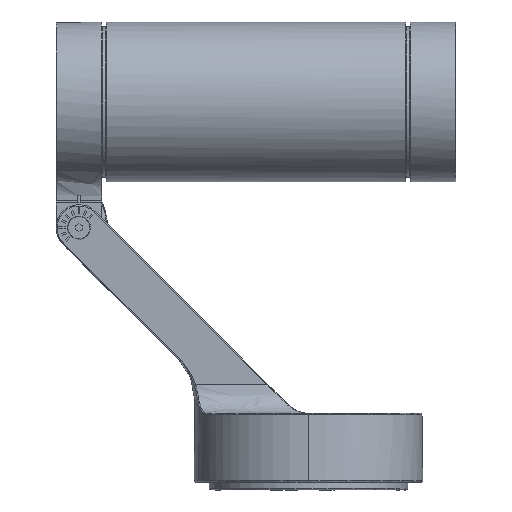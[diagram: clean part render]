
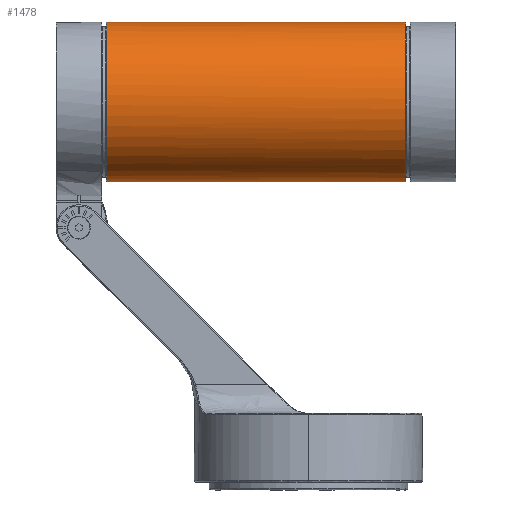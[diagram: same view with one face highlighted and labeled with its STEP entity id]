
A CAD part, left-side view. The second image highlights one B-rep face of the part: STEP entity #1478.
In plain terms, the highlighted free-form (B-spline) face has degree [2, 1] with [5, 2] control points.
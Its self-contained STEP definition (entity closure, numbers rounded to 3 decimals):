
#1478=ADVANCED_FACE('',(#2238),#14958,.T.);
#2238=FACE_OUTER_BOUND('',#3046,.T.);
#3046=EDGE_LOOP('',(#6612,#6613,#6614,#6615));
#6612=ORIENTED_EDGE('',*,*,#9304,.T.);
#6613=ORIENTED_EDGE('',*,*,#9307,.T.);
#6614=ORIENTED_EDGE('',*,*,#9306,.T.);
#6615=ORIENTED_EDGE('',*,*,#9308,.F.);
#9304=EDGE_CURVE('',#14168,#14167,#10792,.T.);
#9306=EDGE_CURVE('',#14170,#14169,#10794,.T.);
#9307=EDGE_CURVE('',#14167,#14170,#11986,.T.);
#9308=EDGE_CURVE('',#14168,#14169,#11987,.T.);
#10792=(
BOUNDED_CURVE()
B_SPLINE_CURVE(2,(#46356,#46357,#46358,#46359,#46360),.UNSPECIFIED.,.F.,
 .F.)
B_SPLINE_CURVE_WITH_KNOTS((3,2,3),(109.956,164.934,219.911),
 .UNSPECIFIED.)
CURVE()
GEOMETRIC_REPRESENTATION_ITEM()
RATIONAL_B_SPLINE_CURVE((1.,0.707,1.,0.707,1.))
REPRESENTATION_ITEM('')
);
#10794=(
BOUNDED_CURVE()
B_SPLINE_CURVE(2,(#46366,#46367,#46368,#46369,#46370),.UNSPECIFIED.,.F.,
 .F.)
B_SPLINE_CURVE_WITH_KNOTS((3,2,3),(109.956,164.934,219.911),
 .UNSPECIFIED.)
CURVE()
GEOMETRIC_REPRESENTATION_ITEM()
RATIONAL_B_SPLINE_CURVE((1.,0.707,1.,0.707,1.))
REPRESENTATION_ITEM('')
);
#11986=B_SPLINE_CURVE_WITH_KNOTS('',1,(#46371,#46372),.UNSPECIFIED.,.F.,
 .F.,(2,2),(13.67,144.27),.UNSPECIFIED.);
#11987=B_SPLINE_CURVE_WITH_KNOTS('',1,(#46373,#46374),.UNSPECIFIED.,.F.,
 .F.,(2,2),(13.67,144.27),.UNSPECIFIED.);
#14167=VERTEX_POINT('',#46347);
#14168=VERTEX_POINT('',#46348);
#14169=VERTEX_POINT('',#46349);
#14170=VERTEX_POINT('',#46350);
#14958=(
BOUNDED_SURFACE()
B_SPLINE_SURFACE(2,1,((#46337,#46338),(#46339,#46340),(#46341,#46342),(#46343,
#46344),(#46345,#46346)),.UNSPECIFIED.,.F.,.F.,.F.)
B_SPLINE_SURFACE_WITH_KNOTS((3,2,3),(2,2),(109.956,164.934,
219.911),(0.,157.939),.UNSPECIFIED.)
GEOMETRIC_REPRESENTATION_ITEM()
RATIONAL_B_SPLINE_SURFACE(((1.,1.),(0.707,0.707),
(1.,1.),(0.707,0.707),(1.,1.)))
REPRESENTATION_ITEM('')
SURFACE()
);
#46337=CARTESIAN_POINT('',(15.483,-155.97,-9.998));
#46338=CARTESIAN_POINT('',(15.483,1.97,-9.998));
#46339=CARTESIAN_POINT('',(-19.517,-155.97,-9.998));
#46340=CARTESIAN_POINT('',(-19.517,1.97,-9.998));
#46341=CARTESIAN_POINT('',(-19.517,-155.97,25.002));
#46342=CARTESIAN_POINT('',(-19.517,1.97,25.002));
#46343=CARTESIAN_POINT('',(-19.517,-155.97,60.002));
#46344=CARTESIAN_POINT('',(-19.517,1.97,60.002));
#46345=CARTESIAN_POINT('',(15.483,-155.97,60.002));
#46346=CARTESIAN_POINT('',(15.483,1.97,60.002));
#46347=CARTESIAN_POINT('',(15.483,-142.3,60.002));
#46348=CARTESIAN_POINT('',(15.483,-142.3,-9.998));
#46349=CARTESIAN_POINT('',(15.483,-11.7,-9.998));
#46350=CARTESIAN_POINT('',(15.483,-11.7,60.002));
#46356=CARTESIAN_POINT('',(15.483,-142.3,-9.998));
#46357=CARTESIAN_POINT('',(-19.517,-142.3,-9.998));
#46358=CARTESIAN_POINT('',(-19.517,-142.3,25.002));
#46359=CARTESIAN_POINT('',(-19.517,-142.3,60.002));
#46360=CARTESIAN_POINT('',(15.483,-142.3,60.002));
#46366=CARTESIAN_POINT('',(15.483,-11.7,60.002));
#46367=CARTESIAN_POINT('',(-19.517,-11.7,60.002));
#46368=CARTESIAN_POINT('',(-19.517,-11.7,25.002));
#46369=CARTESIAN_POINT('',(-19.517,-11.7,-9.998));
#46370=CARTESIAN_POINT('',(15.483,-11.7,-9.998));
#46371=CARTESIAN_POINT('',(15.483,-142.3,60.002));
#46372=CARTESIAN_POINT('',(15.483,-11.7,60.002));
#46373=CARTESIAN_POINT('',(15.483,-142.3,-9.998));
#46374=CARTESIAN_POINT('',(15.483,-11.7,-9.998));
